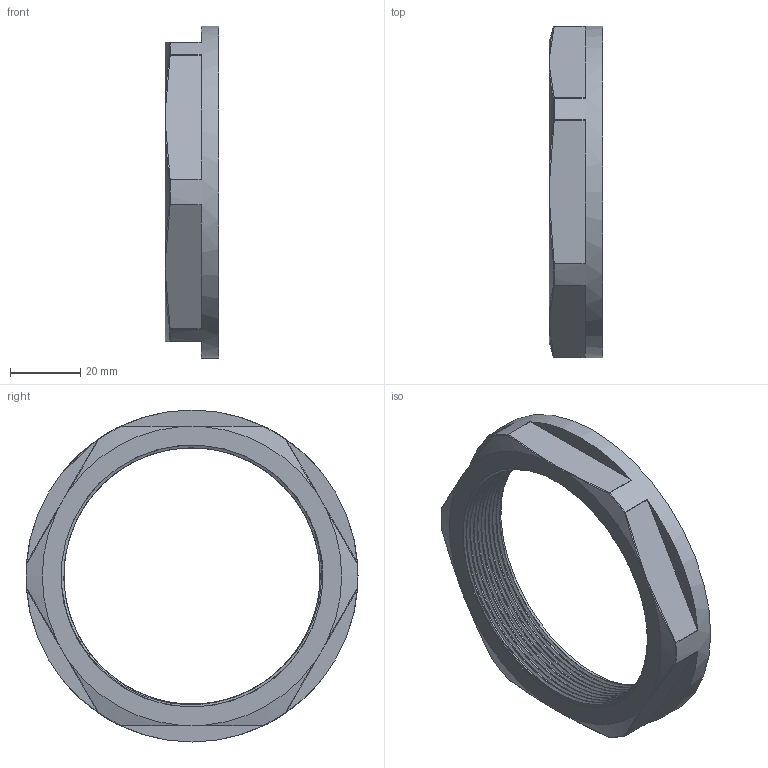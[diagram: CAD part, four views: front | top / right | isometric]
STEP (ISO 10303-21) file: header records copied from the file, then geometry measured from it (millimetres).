
FILE_DESCRIPTION(/* description */ ('Gegenmutter mit Bund M 75x1,5'),/* implementation_level */ '2;1');
FILE_NAME(/* name */ '13096575-RST.stp',/* time_stamp */ '2022-02-08T11:53:48+01:00',/* author */ ('sl'),/* organization */ (''),/* preprocessor_version */ 'ST-DEVELOPER v16.5',/* originating_system */ 'Autodesk Inventor 2017',/* authorisation */ '');
FILE_SCHEMA (('AUTOMOTIVE_DESIGN { 1 0 10303 214 3 1 1 }'));
Length unit declared in the file: millimetre
Products named in the file (1): 13096575
Bounding box: 15.3 x 94.23 x 94.23 mm (x, y, z)
Volume: 26148.7 mm3; surface area: 20275.9 mm2
Topology: 1 solids, 1 shells, 277 faces, 727 edges, 458 vertices
Faces by surface type: cylinder 146, plane 81, bspline 26, sphere 12, torus 6, cone 6
Full cylindrical faces by diameter (mm): 74.362 x10, 94.23 x1
Entity records: 10558 total; most frequent: CARTESIAN_POINT 3911, DIRECTION 1462, ORIENTED_EDGE 1362, EDGE_CURVE 681, AXIS2_PLACEMENT_3D 583, VERTEX_POINT 436, CIRCLE 341, LINE 296
